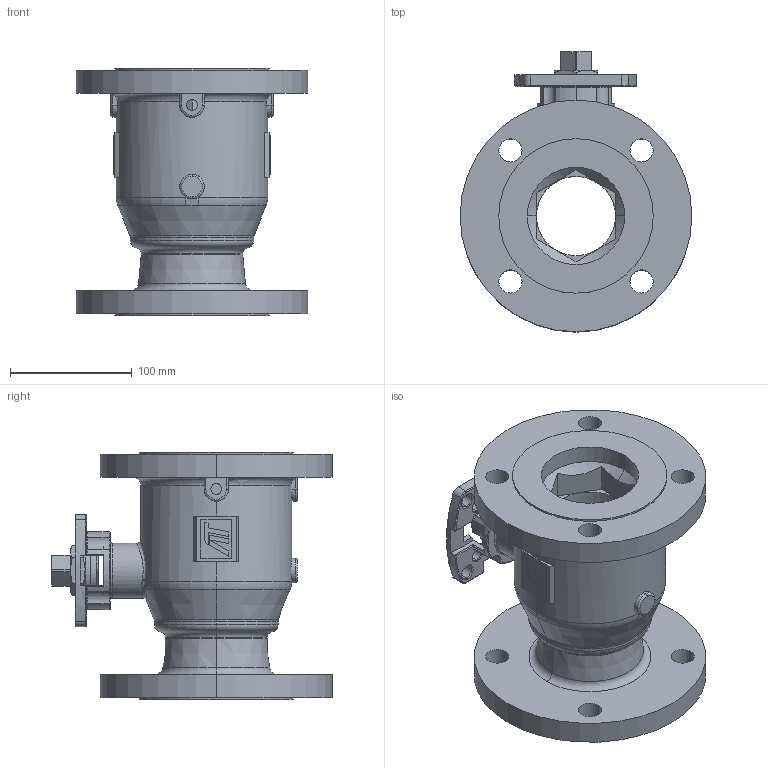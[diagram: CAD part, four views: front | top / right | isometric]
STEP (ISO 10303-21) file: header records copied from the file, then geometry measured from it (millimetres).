
FILE_DESCRIPTION (( 'STEP AP214' ), '1' );
FILE_NAME ('F91-F1-0300-XXX BARE STEM.step', '2019-09-20T11:02:37', ( '' ), ( '' ), 'SwSTEP 2.0', 'SolidWorks 2019', '' );
FILE_SCHEMA (( 'AUTOMOTIVE_DESIGN' ));
Length unit declared in the file: inch
Products named in the file (2): F91-F1-0300-XXX BARE STEM
Bounding box: 190.5 x 230.38 x 203.2 mm (x, y, z)
Surface area: 256840.9 mm2 (no closed solid volume)
Topology: 0 solids, 7 shells, 326 faces, 866 edges, 543 vertices
Faces by surface type: cylinder 122, plane 107, torus 70, cone 16, bspline 11
Entity records: 16484 total; most frequent: CARTESIAN_POINT 4043, DIRECTION 1767, ORIENTED_EDGE 1662, EDGE_CURVE 864, AXIS2_PLACEMENT_3D 695, VERTEX_POINT 543, CIRCLE 378, VECTOR 377
